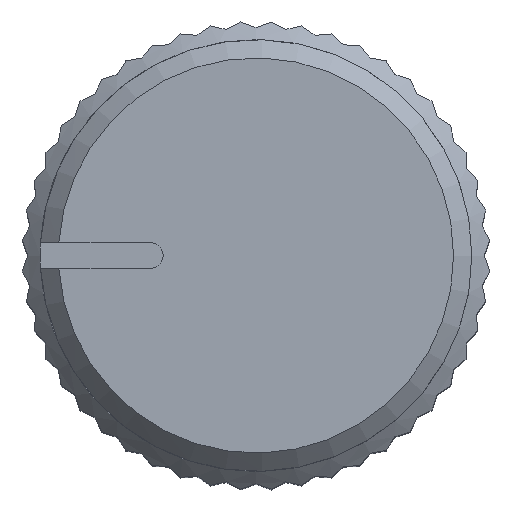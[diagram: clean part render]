
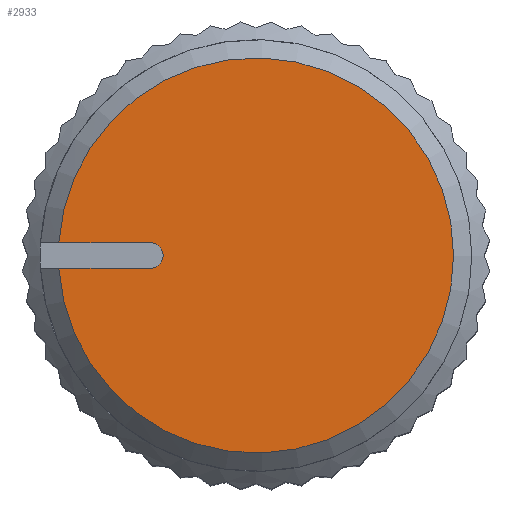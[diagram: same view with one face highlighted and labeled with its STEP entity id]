
A CAD part, top view. The second image highlights one B-rep face of the part: STEP entity #2933.
In plain terms, the highlighted planar face has unit normal (0, 0, 1).
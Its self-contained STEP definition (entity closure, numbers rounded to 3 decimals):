
#53=CIRCLE('',#3060,0.35);
#55=CIRCLE('',#3064,5.4);
#276=ORIENTED_EDGE('',*,*,#946,.F.);
#277=ORIENTED_EDGE('',*,*,#947,.T.);
#278=ORIENTED_EDGE('',*,*,#939,.T.);
#279=ORIENTED_EDGE('',*,*,#944,.T.);
#939=EDGE_CURVE('',#1275,#1276,#53,.T.);
#944=EDGE_CURVE('',#1276,#1280,#1497,.T.);
#946=EDGE_CURVE('',#1281,#1280,#55,.T.);
#947=EDGE_CURVE('',#1281,#1275,#1499,.T.);
#1275=VERTEX_POINT('',#3654);
#1276=VERTEX_POINT('',#3655);
#1280=VERTEX_POINT('',#3667);
#1281=VERTEX_POINT('',#3672);
#1497=LINE('',#3668,#1608);
#1499=LINE('',#3673,#1610);
#1608=VECTOR('',#3231,1000.);
#1610=VECTOR('',#3237,1000.);
#1721=EDGE_LOOP('',(#276,#277,#278,#279));
#1852=FACE_BOUND('',#1721,.T.);
#1979=PLANE('',#3063);
#2933=ADVANCED_FACE('',(#1852),#1979,.F.);
#3060=AXIS2_PLACEMENT_3D('',#3653,#3223,#3224);
#3063=AXIS2_PLACEMENT_3D('',#3670,#3233,#3234);
#3064=AXIS2_PLACEMENT_3D('',#3671,#3235,#3236);
#3223=DIRECTION('',(0.,0.,-1.));
#3224=DIRECTION('',(-1.,0.,0.));
#3231=DIRECTION('',(-1.,0.,0.));
#3233=DIRECTION('',(0.,0.,-1.));
#3234=DIRECTION('',(-1.,0.,0.));
#3235=DIRECTION('',(0.,0.,-1.));
#3236=DIRECTION('',(-1.,0.,0.));
#3237=DIRECTION('',(1.,0.,0.));
#3653=CARTESIAN_POINT('',(-2.889,0.,14.078));
#3654=CARTESIAN_POINT('',(-2.889,0.35,14.078));
#3655=CARTESIAN_POINT('',(-2.889,-0.35,14.078));
#3667=CARTESIAN_POINT('',(-5.389,-0.35,14.078));
#3668=CARTESIAN_POINT('',(-6.85,-0.35,14.078));
#3670=CARTESIAN_POINT('',(0.,0.,14.078));
#3671=CARTESIAN_POINT('',(0.,0.,14.078));
#3672=CARTESIAN_POINT('',(-5.389,0.35,14.078));
#3673=CARTESIAN_POINT('',(-5.389,0.35,14.078));
